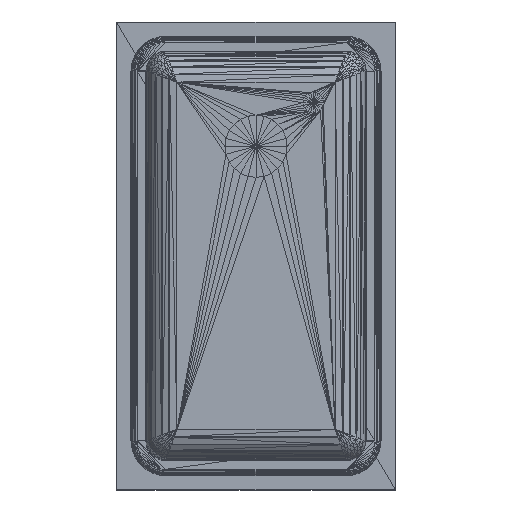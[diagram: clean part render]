
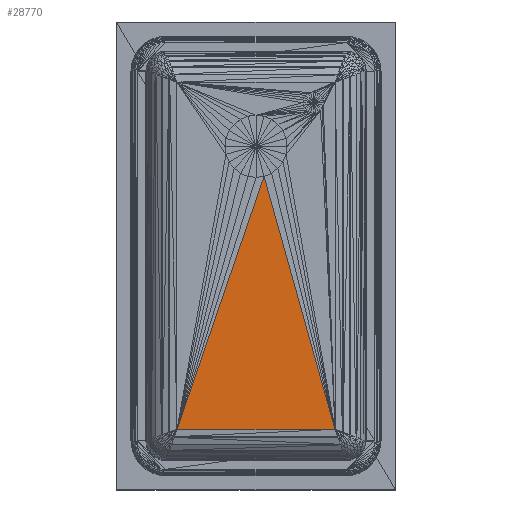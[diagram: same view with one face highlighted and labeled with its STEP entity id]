
A CAD part, top view. The second image highlights one B-rep face of the part: STEP entity #28770.
In plain terms, the highlighted planar face has unit normal (0, 0, 1).
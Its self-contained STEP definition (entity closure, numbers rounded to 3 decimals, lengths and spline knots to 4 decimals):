
#11=DIRECTION('',(0.0,0.0,1.0));
#12=DIRECTION('',(1.0,0.0,0.0));
#54=VECTOR('',#12,1000.0);
#18836=CARTESIAN_POINT('',(0.635,-1.395,1.1));
#18837=VERTEX_POINT('',#18836);
#18850=CARTESIAN_POINT('',(0.0647,0.6385,1.1));
#18851=VERTEX_POINT('',#18850);
#18852=CARTESIAN_POINT('',(-0.635,-1.395,1.1));
#18853=VERTEX_POINT('',#18852);
#28743=DIRECTION('',(0.27,-0.963,0.0));
#28744=VECTOR('',#28743,1000.0);
#28745=LINE('',#18850,#28744);
#28746=EDGE_CURVE('',#18851,#18837,#28745,.T.);
#28756=DIRECTION('',(-0.325,-0.946,0.0));
#28757=VECTOR('',#28756,1000.0);
#28758=LINE('',#18850,#28757);
#28759=EDGE_CURVE('',#18851,#18853,#28758,.T.);
#28760=LINE('',#18852,#54);
#28761=EDGE_CURVE('',#18853,#18837,#28760,.T.);
#28762=ORIENTED_EDGE('',*,*,#28746,.F.);
#28763=ORIENTED_EDGE('',*,*,#28759,.T.);
#28764=ORIENTED_EDGE('',*,*,#28761,.T.);
#28765=DIRECTION('',(-0.27,0.963,0.0));
#28766=AXIS2_PLACEMENT_3D('',#18836,#11,#28765);
#28767=PLANE('',#28766);
#28768=EDGE_LOOP('',(#28762,#28763,#28764));
#28769=FACE_BOUND('',#28768,.T.);
#28770=ADVANCED_FACE('',(#28769),#28767,.T.);
